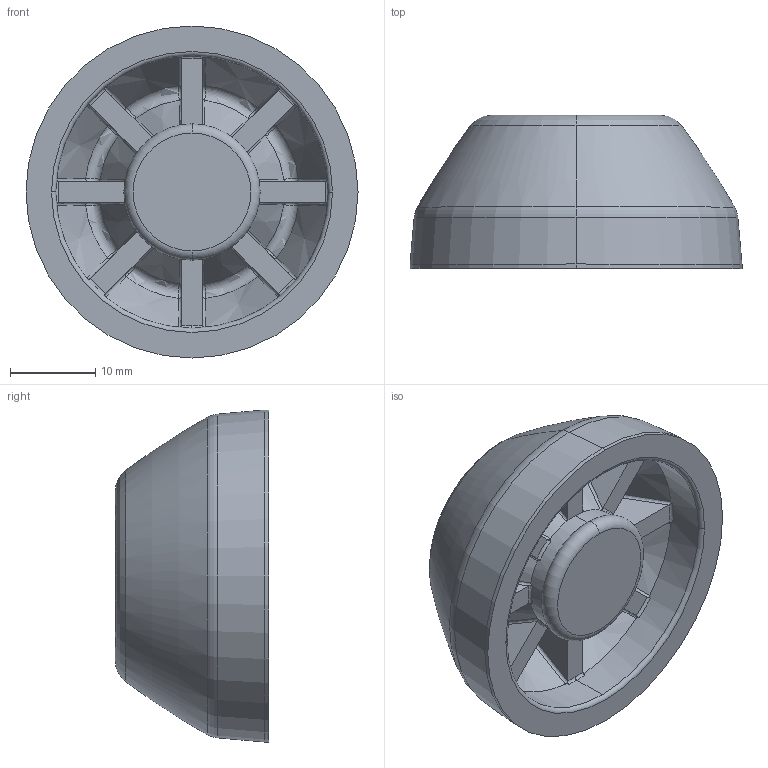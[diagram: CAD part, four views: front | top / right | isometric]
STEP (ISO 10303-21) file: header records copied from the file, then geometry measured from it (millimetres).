
FILE_DESCRIPTION (( 'STEP AP203' ), '1' );
FILE_NAME ('403538833_c_1.STEP', '2022-07-09T15:55:55', ( '' ), ( '' ), 'SwSTEP 2.0', 'SolidWorks 2014', '' );
FILE_SCHEMA (( 'CONFIG_CONTROL_DESIGN' ));
Length unit declared in the file: millimetre
Products named in the file (1): 403538833_c_1
Bounding box: 39 x 18 x 39 mm (x, y, z)
Volume: 10033.4 mm3; surface area: 5571.1 mm2
Topology: 1 solids, 1 shells, 140 faces, 367 edges, 229 vertices
Faces by surface type: bspline 48, torus 37, plane 27, cone 20, cylinder 6, sphere 2
Entity records: 5601 total; most frequent: CARTESIAN_POINT 2571, ORIENTED_EDGE 726, DIRECTION 494, EDGE_CURVE 363, AXIS2_PLACEMENT_3D 234, VERTEX_POINT 227, B_SPLINE_CURVE_WITH_KNOTS 196, EDGE_LOOP 142
